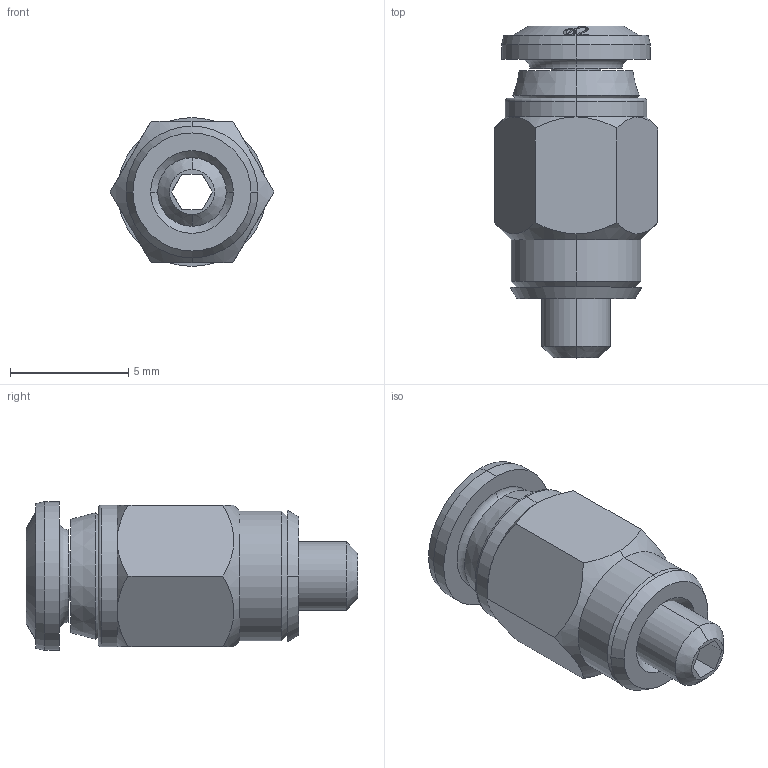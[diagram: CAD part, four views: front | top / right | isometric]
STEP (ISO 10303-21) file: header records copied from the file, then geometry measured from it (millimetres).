
FILE_DESCRIPTION (( 'STEP AP214' ), '1' );
FILE_NAME ('5602000001.STEP', '2016-05-24T07:04:52', ( '' ), ( '' ), 'SwSTEP 2.0', 'SolidWorks 2016', '' );
FILE_SCHEMA (( 'AUTOMOTIVE_DESIGN' ));
Length unit declared in the file: millimetre
Products named in the file (1): 5602000001
Bounding box: 6.93 x 14.05 x 6.3 mm (x, y, z)
Surface area: 431 mm2 (no closed solid volume)
Topology: 0 solids, 5 shells, 127 faces, 323 edges, 206 vertices
Faces by surface type: bspline 50, cone 38, plane 19, cylinder 14, torus 6
Entity records: 6828 total; most frequent: CARTESIAN_POINT 2826, ORIENTED_EDGE 622, DIRECTION 360, EDGE_CURVE 323, VERTEX_POINT 206, B_SPLINE_CURVE_WITH_KNOTS 191, AXIS2_PLACEMENT_3D 150, EDGE_LOOP 138
